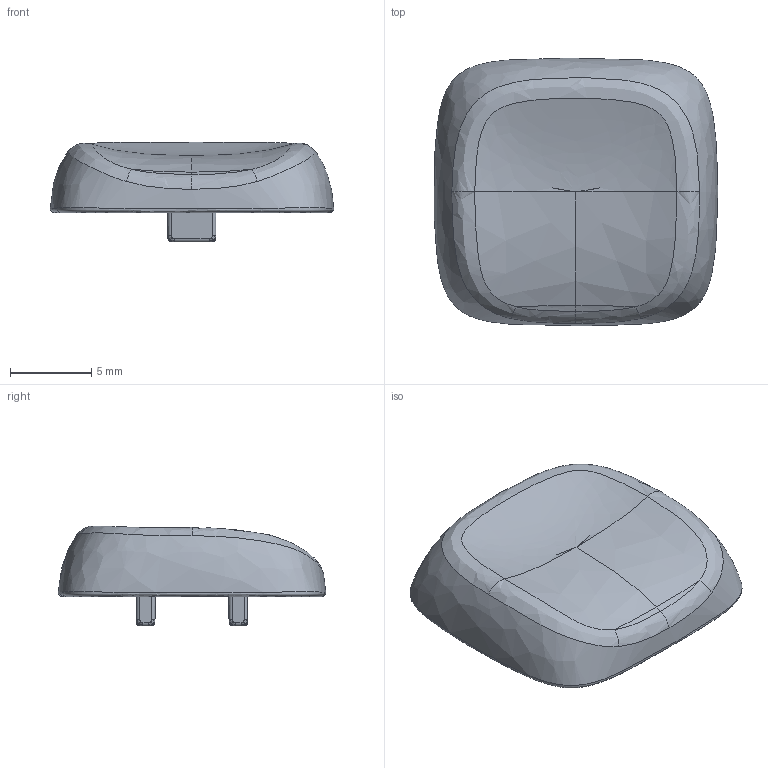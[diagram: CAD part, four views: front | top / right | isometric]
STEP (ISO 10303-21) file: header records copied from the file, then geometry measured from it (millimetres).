
FILE_DESCRIPTION(/* description */ (''),/* implementation_level */ '2;1');
FILE_NAME(/* name */ 'Choc_Stem_Choc_Size_Thumb_90deg.step',/* time_stamp */ '2025-07-13T21:12:16+07:00',/* author */ (''),/* organization */ (''),/* preprocessor_version */ 'ST-DEVELOPER v20.1',/* originating_system */ 'Autodesk Translation Framework v14.10.0.0',/* authorisation */ '');
FILE_SCHEMA (('AUTOMOTIVE_DESIGN { 1 0 10303 214 3 1 1 }'));
Length unit declared in the file: millimetre
Products named in the file (1): [Choc] Thumb
Bounding box: 17.47 x 16.49 x 6.15 mm (x, y, z)
Volume: 527.4 mm3; surface area: 814 mm2
Topology: 1 solids, 1 shells, 155 faces, 417 edges, 268 vertices
Faces by surface type: bspline 117, cylinder 24, plane 14
Entity records: 12732 total; most frequent: CARTESIAN_POINT 9319, ORIENTED_EDGE 832, DIRECTION 537, EDGE_CURVE 416, VERTEX_POINT 268, AXIS2_PLACEMENT_3D 243, CIRCLE 204, EDGE_LOOP 160
